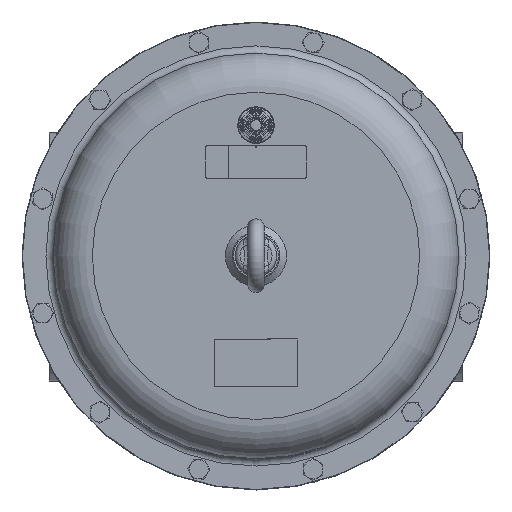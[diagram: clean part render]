
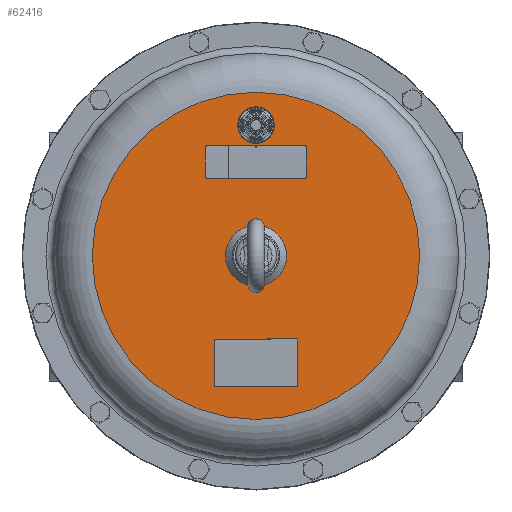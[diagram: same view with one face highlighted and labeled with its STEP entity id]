
A CAD part, top view. The second image highlights one B-rep face of the part: STEP entity #62416.
In plain terms, the highlighted planar face has unit normal (0, 0, 1).
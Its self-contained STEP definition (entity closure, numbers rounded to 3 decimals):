
#647=FACE_BOUND('',#10550,.T.);
#648=FACE_BOUND('',#10551,.T.);
#649=FACE_BOUND('',#10552,.T.);
#650=FACE_BOUND('',#10553,.T.);
#2562=CIRCLE('',#66442,137.75);
#2579=CIRCLE('',#66467,14.);
#2580=CIRCLE('',#66469,25.657);
#2734=CIRCLE('',#66856,2.);
#2735=CIRCLE('',#66859,2.);
#2736=CIRCLE('',#66862,2.);
#2737=CIRCLE('',#66865,2.);
#6785=FACE_OUTER_BOUND('',#10549,.T.);
#10549=EDGE_LOOP('',(#42753));
#10550=EDGE_LOOP('',(#42754));
#10551=EDGE_LOOP('',(#42755,#42756,#42757,#42758,#42759,#42760,#42761,#42762));
#10552=EDGE_LOOP('',(#42763,#42764,#42765,#42766));
#10553=EDGE_LOOP('',(#42767));
#15769=LINE('',#105453,#19362);
#15773=LINE('',#105462,#19366);
#15776=LINE('',#105470,#19369);
#15779=LINE('',#105478,#19372);
#15781=LINE('',#105485,#19374);
#15784=LINE('',#105490,#19377);
#15786=LINE('',#105494,#19379);
#15788=LINE('',#105497,#19381);
#19362=VECTOR('',#75342,1000.);
#19366=VECTOR('',#75352,1000.);
#19369=VECTOR('',#75361,1000.);
#19372=VECTOR('',#75370,1000.);
#19374=VECTOR('',#75378,1000.);
#19377=VECTOR('',#75383,1000.);
#19379=VECTOR('',#75387,1000.);
#19381=VECTOR('',#75391,1000.);
#24410=VERTEX_POINT('',#103066);
#24441=VERTEX_POINT('',#103135);
#24442=VERTEX_POINT('',#103139);
#24774=VERTEX_POINT('',#105451);
#24775=VERTEX_POINT('',#105452);
#24776=VERTEX_POINT('',#105457);
#24777=VERTEX_POINT('',#105461);
#24778=VERTEX_POINT('',#105465);
#24779=VERTEX_POINT('',#105469);
#24780=VERTEX_POINT('',#105473);
#24781=VERTEX_POINT('',#105477);
#24782=VERTEX_POINT('',#105483);
#24783=VERTEX_POINT('',#105484);
#24784=VERTEX_POINT('',#105489);
#24785=VERTEX_POINT('',#105493);
#30753=EDGE_CURVE('',#24410,#24410,#2562,.T.);
#30786=EDGE_CURVE('',#24441,#24441,#2579,.T.);
#30788=EDGE_CURVE('',#24442,#24442,#2580,.T.);
#31307=EDGE_CURVE('',#24774,#24775,#15769,.T.);
#31310=EDGE_CURVE('',#24775,#24776,#2734,.T.);
#31312=EDGE_CURVE('',#24776,#24777,#15773,.T.);
#31314=EDGE_CURVE('',#24777,#24778,#2735,.T.);
#31316=EDGE_CURVE('',#24778,#24779,#15776,.T.);
#31318=EDGE_CURVE('',#24779,#24780,#2736,.T.);
#31320=EDGE_CURVE('',#24780,#24781,#15779,.T.);
#31322=EDGE_CURVE('',#24781,#24774,#2737,.T.);
#31323=EDGE_CURVE('',#24782,#24783,#15781,.T.);
#31326=EDGE_CURVE('',#24783,#24784,#15784,.T.);
#31328=EDGE_CURVE('',#24784,#24785,#15786,.T.);
#31330=EDGE_CURVE('',#24785,#24782,#15788,.T.);
#42753=ORIENTED_EDGE('',*,*,#30753,.F.);
#42754=ORIENTED_EDGE('',*,*,#30788,.T.);
#42755=ORIENTED_EDGE('',*,*,#31322,.F.);
#42756=ORIENTED_EDGE('',*,*,#31320,.F.);
#42757=ORIENTED_EDGE('',*,*,#31318,.F.);
#42758=ORIENTED_EDGE('',*,*,#31316,.F.);
#42759=ORIENTED_EDGE('',*,*,#31314,.F.);
#42760=ORIENTED_EDGE('',*,*,#31312,.F.);
#42761=ORIENTED_EDGE('',*,*,#31310,.F.);
#42762=ORIENTED_EDGE('',*,*,#31307,.F.);
#42763=ORIENTED_EDGE('',*,*,#31330,.F.);
#42764=ORIENTED_EDGE('',*,*,#31328,.F.);
#42765=ORIENTED_EDGE('',*,*,#31326,.F.);
#42766=ORIENTED_EDGE('',*,*,#31323,.F.);
#42767=ORIENTED_EDGE('',*,*,#30786,.T.);
#56751=PLANE('',#66900);
#62416=ADVANCED_FACE('',(#6785,#647,#648,#649,#650),#56751,.F.);
#66442=AXIS2_PLACEMENT_3D('',#103068,#74354,#74355);
#66467=AXIS2_PLACEMENT_3D('',#103136,#74416,#74417);
#66469=AXIS2_PLACEMENT_3D('',#103140,#74421,#74422);
#66856=AXIS2_PLACEMENT_3D('',#105458,#75347,#75348);
#66859=AXIS2_PLACEMENT_3D('',#105466,#75356,#75357);
#66862=AXIS2_PLACEMENT_3D('',#105474,#75365,#75366);
#66865=AXIS2_PLACEMENT_3D('',#105481,#75374,#75375);
#66900=AXIS2_PLACEMENT_3D('',#105568,#75486,#75487);
#74354=DIRECTION('center_axis',(0.,0.,
-1.));
#74355=DIRECTION('ref_axis',(-1.,0.,0.));
#74416=DIRECTION('center_axis',(0.,0.,
-1.));
#74417=DIRECTION('ref_axis',(-1.,0.,0.));
#74421=DIRECTION('center_axis',(0.,0.,
-1.));
#74422=DIRECTION('ref_axis',(-1.,0.,0.));
#75342=DIRECTION('',(0.,1.,0.));
#75347=DIRECTION('center_axis',(0.,0.,
1.));
#75348=DIRECTION('ref_axis',(1.,0.,0.));
#75352=DIRECTION('',(-1.,0.,0.));
#75356=DIRECTION('center_axis',(0.,0.,
1.));
#75357=DIRECTION('ref_axis',(1.,0.,0.));
#75361=DIRECTION('',(0.,-1.,0.));
#75365=DIRECTION('center_axis',(0.,0.,
1.));
#75366=DIRECTION('ref_axis',(1.,0.,0.));
#75370=DIRECTION('',(1.,0.,0.));
#75374=DIRECTION('center_axis',(0.,0.,
1.));
#75375=DIRECTION('ref_axis',(1.,0.,0.));
#75378=DIRECTION('',(-1.,0.,0.));
#75383=DIRECTION('',(0.,-1.,0.));
#75387=DIRECTION('',(1.,0.,0.));
#75391=DIRECTION('',(0.,1.,0.));
#75486=DIRECTION('center_axis',(0.,0.,
-1.));
#75487=DIRECTION('ref_axis',(-1.,0.,0.));
#103066=CARTESIAN_POINT('',(137.75,0.033,493.));
#103068=CARTESIAN_POINT('Origin',(0.,0.,
493.));
#103135=CARTESIAN_POINT('',(13.973,110.003,493.));
#103136=CARTESIAN_POINT('Origin',(-0.027,110.,
493.));
#103139=CARTESIAN_POINT('',(25.657,0.006,493.));
#103140=CARTESIAN_POINT('Origin',(0.,0.,
493.));
#105451=CARTESIAN_POINT('',(42.484,67.01,493.));
#105452=CARTESIAN_POINT('',(42.478,91.01,493.));
#105453=CARTESIAN_POINT('',(42.484,67.01,493.));
#105457=CARTESIAN_POINT('',(40.477,93.01,493.));
#105458=CARTESIAN_POINT('Origin',(40.478,91.01,493.));
#105461=CARTESIAN_POINT('',(-40.523,92.99,493.));
#105462=CARTESIAN_POINT('',(40.477,93.01,493.));
#105465=CARTESIAN_POINT('',(-42.522,90.99,493.));
#105466=CARTESIAN_POINT('Origin',(-40.522,90.99,493.));
#105469=CARTESIAN_POINT('',(-42.516,66.99,493.));
#105470=CARTESIAN_POINT('',(-42.516,66.99,493.));
#105473=CARTESIAN_POINT('',(-40.516,64.99,493.));
#105474=CARTESIAN_POINT('Origin',(-40.516,66.99,493.));
#105477=CARTESIAN_POINT('',(40.484,65.01,493.));
#105478=CARTESIAN_POINT('',(40.484,65.01,493.));
#105481=CARTESIAN_POINT('Origin',(40.484,67.01,493.));
#105483=CARTESIAN_POINT('',(35.017,-69.991,493.));
#105484=CARTESIAN_POINT('',(-34.983,-70.009,493.));
#105485=CARTESIAN_POINT('',(35.017,-69.991,493.));
#105489=CARTESIAN_POINT('',(-34.973,-110.009,493.));
#105490=CARTESIAN_POINT('',(-34.983,-70.009,493.));
#105493=CARTESIAN_POINT('',(35.027,-109.991,493.));
#105494=CARTESIAN_POINT('',(35.027,-109.991,493.));
#105497=CARTESIAN_POINT('',(35.017,-69.991,493.));
#105568=CARTESIAN_POINT('Origin',(0.,0.,
493.));
